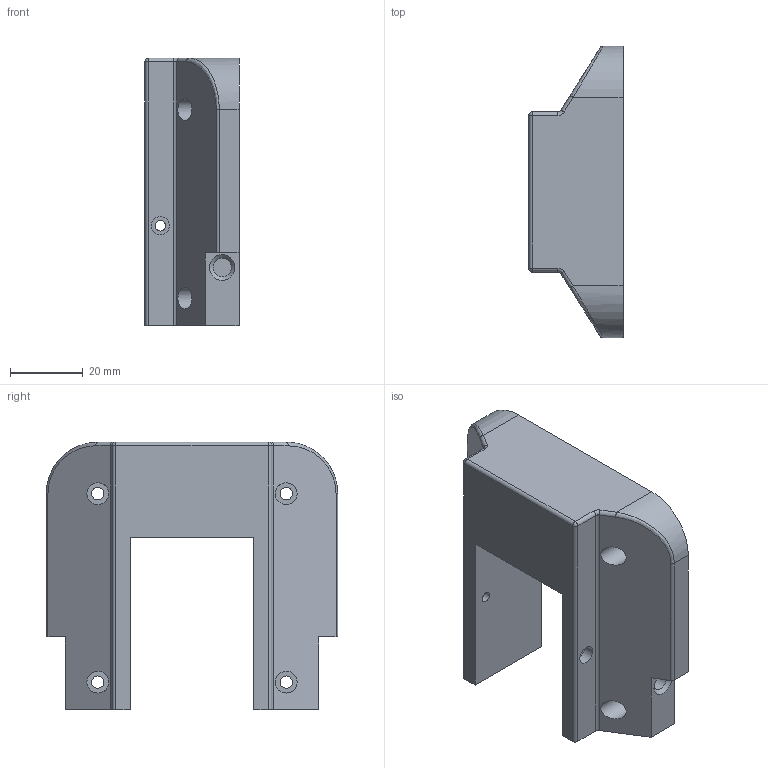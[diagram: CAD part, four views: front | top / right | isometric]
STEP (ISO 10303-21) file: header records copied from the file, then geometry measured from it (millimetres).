
FILE_DESCRIPTION(/* description */ (''),/* implementation_level */ '2;1');
FILE_NAME(/* name */ 'motor_container.step',/* time_stamp */ '2026-02-16T15:25:35-08:00',/* author */ (''),/* organization */ (''),/* preprocessor_version */ 'ST-DEVELOPER v20.1',/* originating_system */ 'Autodesk Translation Framework v14.24.0.0',/* authorisation */ '');
FILE_SCHEMA (('AUTOMOTIVE_DESIGN { 1 0 10303 214 3 1 1 }'));
Length unit declared in the file: millimetre
Products named in the file (5): Manuel 1.0; V4 robot arm; Shoulder; Box (1); Motor container
Assembly tree (4 placements, depth 5):
  Manuel 1.0
    V4 robot arm
      Shoulder
        Box (1)
          Motor container
Bounding box: 25.85 x 80 x 73.45 mm (x, y, z)
Volume: 68306.6 mm3; surface area: 17233 mm2
Topology: 1 solids, 1 shells, 62 faces, 140 edges, 88 vertices
Faces by surface type: cylinder 27, plane 27, cone 2, torus 2, bspline 2, sphere 2
Full cylindrical faces by diameter (mm): 2.9 x2, 3.4 x4, 5 x4, 6 x4
Entity records: 1942 total; most frequent: CARTESIAN_POINT 367, DIRECTION 338, ORIENTED_EDGE 280, EDGE_CURVE 140, AXIS2_PLACEMENT_3D 129, VERTEX_POINT 88, EDGE_LOOP 82, LINE 80
